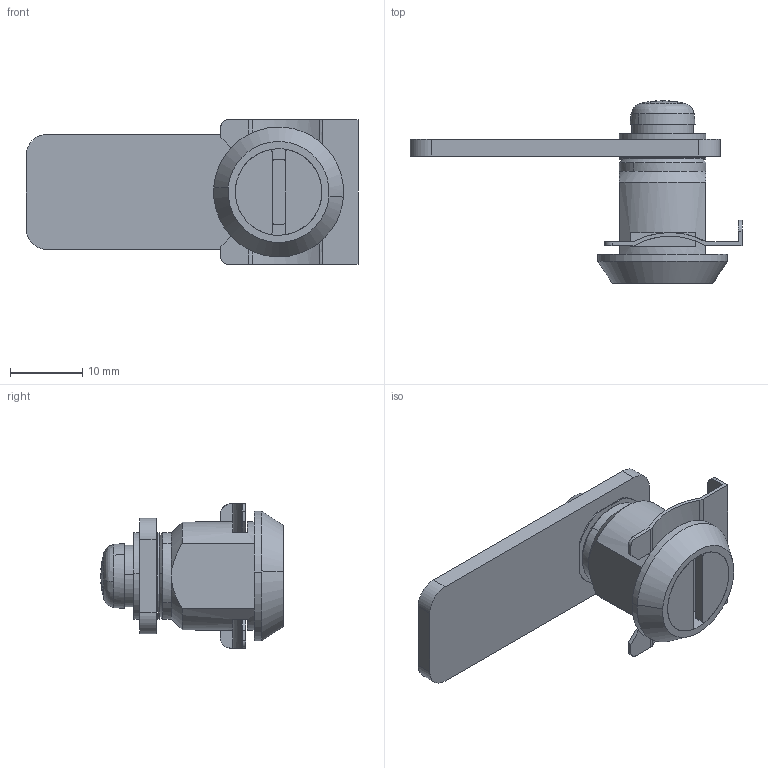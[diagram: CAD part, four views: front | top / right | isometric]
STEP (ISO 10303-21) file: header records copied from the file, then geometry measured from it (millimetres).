
FILE_DESCRIPTION((''),'2;1');
FILE_NAME('','2005-07-15T15:59:31',(''),(''),'','CADfix','');
FILE_SCHEMA(('AUTOMOTIVE_DESIGN'));
Length unit declared in the file: millimetre
Products named in the file (7): retainer_2; retainer_1; shaft; screw; cam; body; TL_265B_1_2315_36
Assembly tree (6 placements, depth 2):
  TL_265B_1_2315_36
    retainer_2
    retainer_1
    shaft
    screw
    cam
    body
Bounding box: 46 x 25.27 x 20 mm (x, y, z)
Volume: 4509.3 mm3; surface area: 5283.4 mm2
Topology: 6 solids, 6 shells, 161 faces, 462 edges, 319 vertices
Faces by surface type: bspline 161
Entity records: 5747 total; most frequent: CARTESIAN_POINT 2975, ORIENTED_EDGE 924, EDGE_CURVE 462, VERTEX_POINT 319, QUASI_UNIFORM_CURVE 243, EDGE_LOOP 175, FACE_OUTER_BOUND 161, ADVANCED_FACE 161
